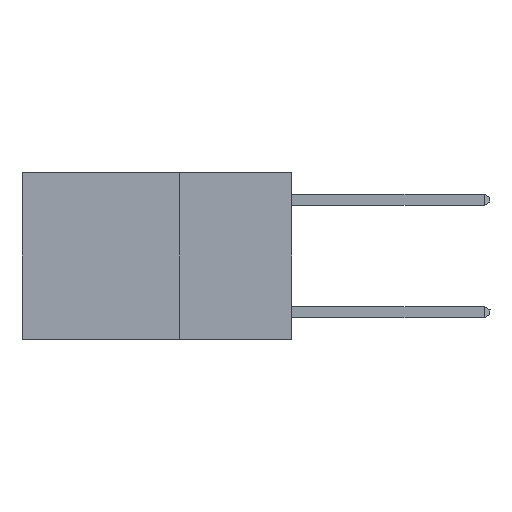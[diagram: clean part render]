
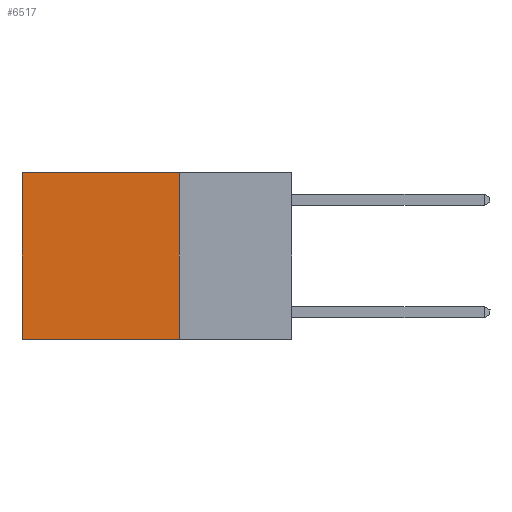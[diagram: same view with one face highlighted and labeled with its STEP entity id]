
A CAD part, left-side view. The second image highlights one B-rep face of the part: STEP entity #6517.
In plain terms, the highlighted planar face has unit normal (-1, 0, 0).
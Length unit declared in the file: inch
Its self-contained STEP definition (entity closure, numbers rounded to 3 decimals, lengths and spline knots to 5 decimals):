
#670 = ORIENTED_EDGE ( 'NONE', *, *, #3391, .F. ) ;
#1050 = CARTESIAN_POINT ( 'NONE',  ( 0.2625, 0.25, -0.37 ) ) ;
#2208 = PLANE ( 'NONE',  #4103 ) ;
#2344 = CARTESIAN_POINT ( 'NONE',  ( 0.2625, 0.6, 0. ) ) ;
#2466 = FACE_OUTER_BOUND ( 'NONE', #11596, .T. ) ;
#3207 = DIRECTION ( 'NONE',  ( 0., 1., 0. ) ) ;
#3351 = VERTEX_POINT ( 'NONE', #8670 ) ;
#3391 = EDGE_CURVE ( 'NONE', #16368, #3351, #11955, .T. ) ;
#3766 = VECTOR ( 'NONE', #14310, 39.37008 ) ;
#3798 = DIRECTION ( 'NONE',  ( 1., 0., 0. ) ) ;
#4103 = AXIS2_PLACEMENT_3D ( 'NONE', #15295, #3798, #13969 ) ;
#4124 = EDGE_CURVE ( 'NONE', #8752, #16368, #14485, .T. ) ;
#4193 = VERTEX_POINT ( 'NONE', #2344 ) ;
#4214 = CARTESIAN_POINT ( 'NONE',  ( 0.2625, 0.6, 0. ) ) ;
#4553 = ORIENTED_EDGE ( 'NONE', *, *, #5430, .T. ) ;
#5430 = EDGE_CURVE ( 'NONE', #4193, #3351, #18471, .T. ) ;
#6517 = ADVANCED_FACE ( 'NONE', ( #2466 ), #2208, .F. ) ;
#7015 = VECTOR ( 'NONE', #3207, 39.37008 ) ;
#7399 = DIRECTION ( 'NONE',  ( 0., 1., 0. ) ) ;
#8299 = CARTESIAN_POINT ( 'NONE',  ( 0.2625, 0.25, 0. ) ) ;
#8670 = CARTESIAN_POINT ( 'NONE',  ( 0.2625, 0.6, -0.37 ) ) ;
#8752 = VERTEX_POINT ( 'NONE', #8867 ) ;
#8867 = CARTESIAN_POINT ( 'NONE',  ( 0.2625, 0.25, 0. ) ) ;
#9297 = CARTESIAN_POINT ( 'NONE',  ( 0.2625, 0.25, 0. ) ) ;
#11596 = EDGE_LOOP ( 'NONE', ( #4553, #670, #12518, #16153 ) ) ;
#11619 = CARTESIAN_POINT ( 'NONE',  ( 0.2625, 0.25, -0.37 ) ) ;
#11955 = LINE ( 'NONE', #11619, #15157 ) ;
#12518 = ORIENTED_EDGE ( 'NONE', *, *, #4124, .F. ) ;
#13969 = DIRECTION ( 'NONE',  ( 0., 0., -1. ) ) ;
#14241 = EDGE_CURVE ( 'NONE', #8752, #4193, #18111, .T. ) ;
#14310 = DIRECTION ( 'NONE',  ( 0., 0., -1. ) ) ;
#14485 = LINE ( 'NONE', #8299, #14925 ) ;
#14925 = VECTOR ( 'NONE', #17980, 39.37008 ) ;
#15157 = VECTOR ( 'NONE', #7399, 39.37008 ) ;
#15295 = CARTESIAN_POINT ( 'NONE',  ( 0.2625, 0.25, 0. ) ) ;
#16153 = ORIENTED_EDGE ( 'NONE', *, *, #14241, .T. ) ;
#16368 = VERTEX_POINT ( 'NONE', #1050 ) ;
#17980 = DIRECTION ( 'NONE',  ( 0., 0., -1. ) ) ;
#18111 = LINE ( 'NONE', #9297, #7015 ) ;
#18471 = LINE ( 'NONE', #4214, #3766 ) ;
